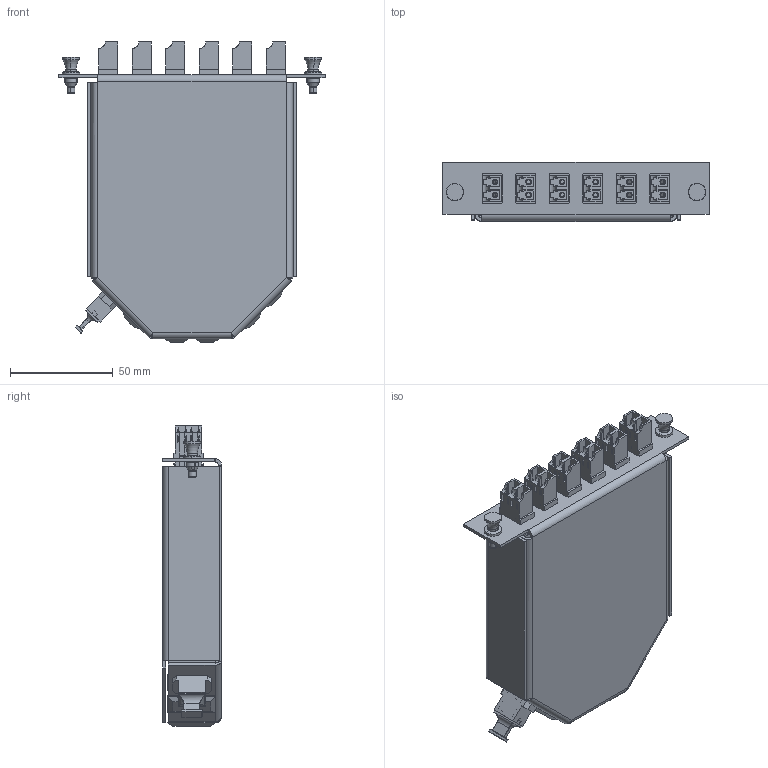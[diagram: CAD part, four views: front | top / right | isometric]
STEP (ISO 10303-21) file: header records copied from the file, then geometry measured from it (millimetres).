
FILE_DESCRIPTION (( 'STEP AP214' ), '1' );
FILE_NAME ('FSP-MTM1-LCD6-SM_3D.STEP', '2021-01-05T13:30:25', ( '' ), ( '' ), 'SwSTEP 2.0', 'SolidWorks 2018', '' );
FILE_SCHEMA (( 'AUTOMOTIVE_DESIGN' ));
Length unit declared in the file: inch
Products named in the file (12): HDWR-HN4G-42-1; FSP-MTM1-LCD6-SM_3D; FSP-MTP CASSETTE-LC DUPLEX; MTP BLANK PLUG; FOA-LCK-MM-MA1; FOA-994A_WITH DUST CAPS; FOA-991A-MA1; FOA-LCK; DSTCP-MTP-FOA_update 2011; HDWR-HN4P-42-4-1; FOA-994A; FOA-LCK-MM
Assembly tree (24 placements, depth 3):
  FSP-MTM1-LCD6-SM_3D
    FSP-MTP CASSETTE-LC DUPLEX
    HDWR-HN4G-42-1  x2
    HDWR-HN4P-42-4-1  x2
    MTP BLANK PLUG  x5
    FOA-994A_WITH DUST CAPS
      FOA-994A
      FOA-991A-MA1  x2
      DSTCP-MTP-FOA_update 2011  x2
    FOA-LCK  x6
      FOA-LCK-MM
      FOA-LCK-MM-MA1
Bounding box: 129.54 x 28.7 x 146.05 mm (x, y, z)
Volume: 71990.3 mm3; surface area: 108817.9 mm2
Topology: 28 solids, 30 shells, 2116 faces, 5837 edges, 3782 vertices
Faces by surface type: plane 1567, cylinder 477, cone 20, torus 20, bspline 16, sphere 16
Entity records: 24187 total; most frequent: CARTESIAN_POINT 4702, ORIENTED_EDGE 3644, DIRECTION 3495, EDGE_CURVE 1822, VECTOR 1425, LINE 1425, VERTEX_POINT 1166, AXIS2_PLACEMENT_3D 1035
